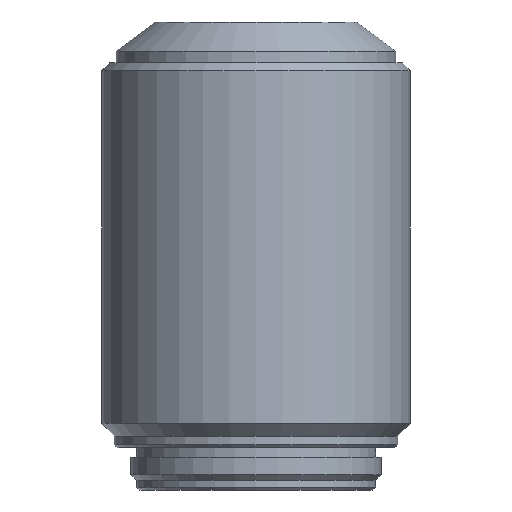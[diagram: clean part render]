
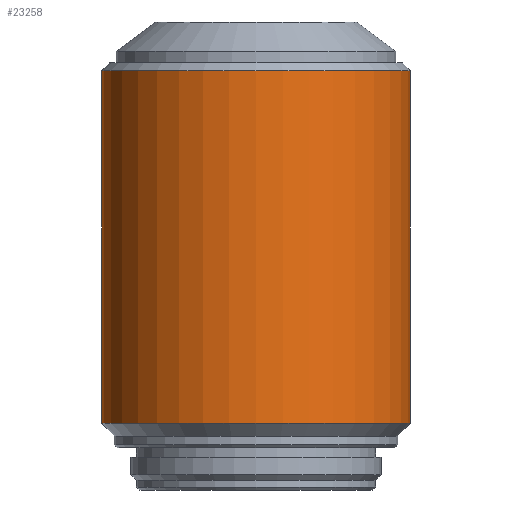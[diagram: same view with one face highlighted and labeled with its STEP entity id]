
A CAD part, front view. The second image highlights one B-rep face of the part: STEP entity #23258.
In plain terms, the highlighted cylindrical face has radius 16 mm (diameter 32 mm), a partial arc.
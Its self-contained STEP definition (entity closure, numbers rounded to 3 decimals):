
#407 = AXIS2_PLACEMENT_3D ( 'NONE', #12312, #27806, #3848 ) ;
#848 = ORIENTED_EDGE ( 'NONE', *, *, #2195, .T. ) ;
#930 = FACE_OUTER_BOUND ( 'NONE', #10912, .T. ) ;
#1453 = DIRECTION ( 'NONE',  ( 0., 0., -1. ) ) ;
#2195 = EDGE_CURVE ( 'NONE', #4722, #11311, #12108, .T. ) ;
#2692 = CARTESIAN_POINT ( 'NONE',  ( 16., 0., 6.9 ) ) ;
#3307 = VERTEX_POINT ( 'NONE', #11261 ) ;
#3848 = DIRECTION ( 'NONE',  ( -1., 0., 0. ) ) ;
#4722 = VERTEX_POINT ( 'NONE', #23441 ) ;
#5117 = LINE ( 'NONE', #9834, #18676 ) ;
#5182 = VECTOR ( 'NONE', #23020, 1000. ) ;
#5372 = ORIENTED_EDGE ( 'NONE', *, *, #18650, .T. ) ;
#6188 = CIRCLE ( 'NONE', #9845, 16. ) ;
#7526 = CARTESIAN_POINT ( 'NONE',  ( 0., 0., 48.543 ) ) ;
#8915 = CARTESIAN_POINT ( 'NONE',  ( -16., 0., 6.9 ) ) ;
#9801 = CARTESIAN_POINT ( 'NONE',  ( -16., 0., 48.543 ) ) ;
#9834 = CARTESIAN_POINT ( 'NONE',  ( 16., 0., 48.543 ) ) ;
#9845 = AXIS2_PLACEMENT_3D ( 'NONE', #17080, #1453, #18961 ) ;
#10003 = CIRCLE ( 'NONE', #407, 16. ) ;
#10912 = EDGE_LOOP ( 'NONE', ( #15216, #21218, #848, #5372 ) ) ;
#11261 = CARTESIAN_POINT ( 'NONE',  ( 16., 0., 43.5 ) ) ;
#11283 = AXIS2_PLACEMENT_3D ( 'NONE', #7526, #20309, #20029 ) ;
#11311 = VERTEX_POINT ( 'NONE', #8915 ) ;
#12108 = LINE ( 'NONE', #9801, #5182 ) ;
#12312 = CARTESIAN_POINT ( 'NONE',  ( 0., 0., 6.9 ) ) ;
#12461 = VERTEX_POINT ( 'NONE', #2692 ) ;
#13700 = CYLINDRICAL_SURFACE ( 'NONE', #11283, 16. ) ;
#15216 = ORIENTED_EDGE ( 'NONE', *, *, #28418, .F. ) ;
#17080 = CARTESIAN_POINT ( 'NONE',  ( 0., 0., 43.5 ) ) ;
#18650 = EDGE_CURVE ( 'NONE', #11311, #12461, #10003, .T. ) ;
#18676 = VECTOR ( 'NONE', #20615, 1000. ) ;
#18961 = DIRECTION ( 'NONE',  ( 1., 0., 0. ) ) ;
#20029 = DIRECTION ( 'NONE',  ( -1., 0., 0. ) ) ;
#20309 = DIRECTION ( 'NONE',  ( 0., 0., -1. ) ) ;
#20615 = DIRECTION ( 'NONE',  ( 0., 0., -1. ) ) ;
#21071 = EDGE_CURVE ( 'NONE', #3307, #4722, #6188, .T. ) ;
#21218 = ORIENTED_EDGE ( 'NONE', *, *, #21071, .T. ) ;
#23020 = DIRECTION ( 'NONE',  ( 0., 0., -1. ) ) ;
#23258 = ADVANCED_FACE ( 'NONE', ( #930 ), #13700, .T. ) ;
#23441 = CARTESIAN_POINT ( 'NONE',  ( -16., 0., 43.5 ) ) ;
#27806 = DIRECTION ( 'NONE',  ( 0., 0., 1. ) ) ;
#28418 = EDGE_CURVE ( 'NONE', #3307, #12461, #5117, .T. ) ;
